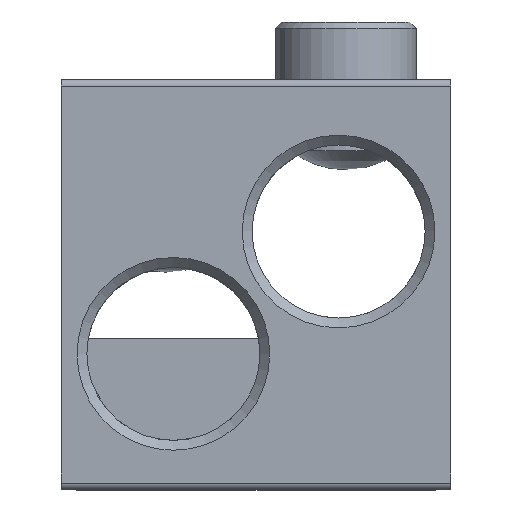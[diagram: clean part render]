
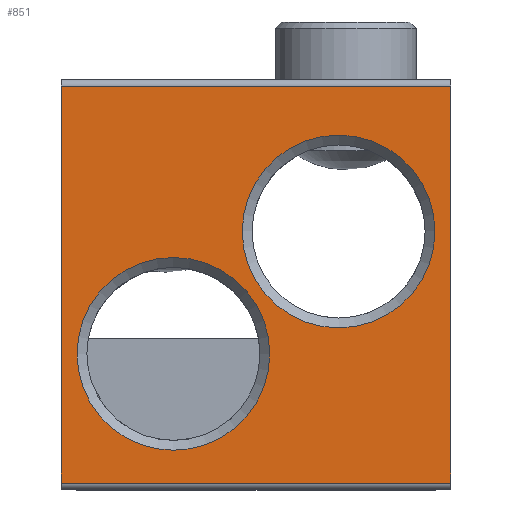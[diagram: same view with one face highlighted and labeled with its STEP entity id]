
A CAD part, top view. The second image highlights one B-rep face of the part: STEP entity #851.
In plain terms, the highlighted planar face has unit normal (0, 0, 1).
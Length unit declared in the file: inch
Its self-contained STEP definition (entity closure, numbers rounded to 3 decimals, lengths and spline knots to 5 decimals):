
#53=FACE_BOUND('',#156,.T.);
#54=FACE_BOUND('',#157,.T.);
#75=PLANE('',#978);
#105=FACE_OUTER_BOUND('',#155,.T.);
#155=EDGE_LOOP('',(#664,#665,#666,#667));
#156=EDGE_LOOP('',(#668));
#157=EDGE_LOOP('',(#669));
#214=LINE('',#1340,#281);
#235=LINE('',#1390,#302);
#239=LINE('',#1407,#306);
#240=LINE('',#1408,#307);
#281=VECTOR('',#1079,0.3937);
#302=VECTOR('',#1124,0.3937);
#306=VECTOR('',#1142,0.3937);
#307=VECTOR('',#1143,0.3937);
#350=CIRCLE('',#975,0.47);
#353=CIRCLE('',#979,0.47);
#393=VERTEX_POINT('',#1337);
#394=VERTEX_POINT('',#1339);
#410=VERTEX_POINT('',#1387);
#411=VERTEX_POINT('',#1389);
#415=VERTEX_POINT('',#1399);
#418=VERTEX_POINT('',#1409);
#478=EDGE_CURVE('',#393,#394,#214,.T.);
#503=EDGE_CURVE('',#410,#411,#235,.T.);
#508=EDGE_CURVE('',#415,#415,#350,.T.);
#512=EDGE_CURVE('',#394,#410,#239,.T.);
#513=EDGE_CURVE('',#411,#393,#240,.T.);
#514=EDGE_CURVE('',#418,#418,#353,.T.);
#664=ORIENTED_EDGE('',*,*,#512,.F.);
#665=ORIENTED_EDGE('',*,*,#478,.F.);
#666=ORIENTED_EDGE('',*,*,#513,.F.);
#667=ORIENTED_EDGE('',*,*,#503,.F.);
#668=ORIENTED_EDGE('',*,*,#514,.F.);
#669=ORIENTED_EDGE('',*,*,#508,.F.);
#851=ADVANCED_FACE('',(#105,#53,#54),#75,.T.);
#975=AXIS2_PLACEMENT_3D('',#1400,#1133,#1134);
#978=AXIS2_PLACEMENT_3D('',#1406,#1140,#1141);
#979=AXIS2_PLACEMENT_3D('',#1410,#1144,#1145);
#1079=DIRECTION('',(0.,-1.,0.));
#1124=DIRECTION('',(0.,1.,0.));
#1133=DIRECTION('center_axis',(0.,0.,
1.));
#1134=DIRECTION('ref_axis',(-1.,0.,0.));
#1140=DIRECTION('center_axis',(0.,0.,
1.));
#1141=DIRECTION('ref_axis',(1.,0.,0.));
#1142=DIRECTION('',(-1.,0.,0.));
#1143=DIRECTION('',(1.,0.,0.));
#1144=DIRECTION('center_axis',(0.,0.,
1.));
#1145=DIRECTION('ref_axis',(-1.,0.,0.));
#1337=CARTESIAN_POINT('',(0.0875,1.7805,0.47));
#1339=CARTESIAN_POINT('',(0.0875,-0.1555,0.47));
#1340=CARTESIAN_POINT('',(0.0875,1.8125,0.47));
#1387=CARTESIAN_POINT('',(-1.8125,-0.1555,0.47));
#1389=CARTESIAN_POINT('',(-1.8125,1.7805,0.47));
#1390=CARTESIAN_POINT('',(-1.8125,-0.1875,0.47));
#1399=CARTESIAN_POINT('',(0.0105,1.0715,0.47));
#1400=CARTESIAN_POINT('Origin',(-0.4595,1.0715,0.47));
#1406=CARTESIAN_POINT('Origin',(-0.8625,0.8125,0.47));
#1407=CARTESIAN_POINT('',(-0.3875,-0.1555,0.47));
#1408=CARTESIAN_POINT('',(-1.3375,1.7805,0.47));
#1409=CARTESIAN_POINT('',(-0.7955,0.4745,0.47));
#1410=CARTESIAN_POINT('Origin',(-1.2655,0.4745,0.47));
